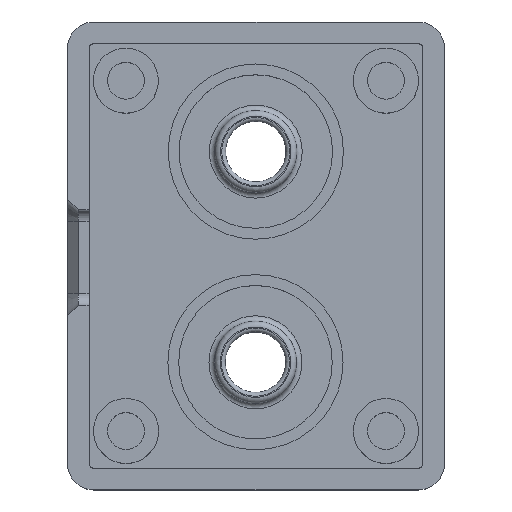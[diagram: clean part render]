
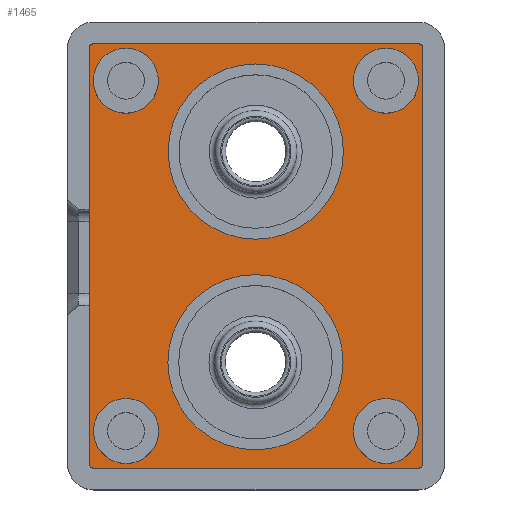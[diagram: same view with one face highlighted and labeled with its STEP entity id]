
A CAD part, top view. The second image highlights one B-rep face of the part: STEP entity #1465.
In plain terms, the highlighted planar face has unit normal (0, 0, 1).
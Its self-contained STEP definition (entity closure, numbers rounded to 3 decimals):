
#902 = EDGE_CURVE('',#903,#905,#907,.T.);
#903 = VERTEX_POINT('',#904);
#904 = CARTESIAN_POINT('',(-0.4,-38.4,-9.));
#905 = VERTEX_POINT('',#906);
#906 = CARTESIAN_POINT('',(-0.4,0.,-9.));
#907 = LINE('',#908,#909);
#908 = CARTESIAN_POINT('',(-0.4,-28.8,-9.));
#909 = VECTOR('',#910,1.);
#910 = DIRECTION('',(0.,1.,0.));
#993 = EDGE_CURVE('',#994,#903,#996,.T.);
#994 = VERTEX_POINT('',#995);
#995 = CARTESIAN_POINT('',(0.,-38.8,-9.));
#996 = CIRCLE('',#997,0.4);
#997 = AXIS2_PLACEMENT_3D('',#998,#999,#1000);
#998 = CARTESIAN_POINT('',(0.,-38.4,-9.));
#999 = DIRECTION('',(0.,0.,-1.));
#1000 = DIRECTION('',(0.,1.,0.));
#1044 = VERTEX_POINT('',#1045);
#1045 = CARTESIAN_POINT('',(30.,-38.8,-9.));
#1051 = EDGE_CURVE('',#1044,#994,#1052,.T.);
#1052 = LINE('',#1053,#1054);
#1053 = CARTESIAN_POINT('',(22.5,-38.8,-9.));
#1054 = VECTOR('',#1055,1.);
#1055 = DIRECTION('',(-1.,-0.,-0.));
#1091 = EDGE_CURVE('',#1092,#1044,#1094,.T.);
#1092 = VERTEX_POINT('',#1093);
#1093 = CARTESIAN_POINT('',(30.4,-38.4,-9.));
#1094 = CIRCLE('',#1095,0.4);
#1095 = AXIS2_PLACEMENT_3D('',#1096,#1097,#1098);
#1096 = CARTESIAN_POINT('',(30.,-38.4,-9.));
#1097 = DIRECTION('',(0.,0.,-1.));
#1098 = DIRECTION('',(-1.,0.,-0.));
#1142 = VERTEX_POINT('',#1143);
#1143 = CARTESIAN_POINT('',(30.4,0.,-9.));
#1149 = EDGE_CURVE('',#1142,#1092,#1150,.T.);
#1150 = LINE('',#1151,#1152);
#1151 = CARTESIAN_POINT('',(30.4,-9.6,-9.));
#1152 = VECTOR('',#1153,1.);
#1153 = DIRECTION('',(-0.,-1.,-0.));
#1182 = EDGE_CURVE('',#1183,#1142,#1185,.T.);
#1183 = VERTEX_POINT('',#1184);
#1184 = CARTESIAN_POINT('',(30.,0.4,-9.));
#1185 = CIRCLE('',#1186,0.4);
#1186 = AXIS2_PLACEMENT_3D('',#1187,#1188,#1189);
#1187 = CARTESIAN_POINT('',(30.,0.,-9.));
#1188 = DIRECTION('',(0.,-0.,-1.));
#1189 = DIRECTION('',(0.,-1.,0.));
#1207 = VERTEX_POINT('',#1208);
#1208 = CARTESIAN_POINT('',(0.,0.4,-9.));
#1214 = EDGE_CURVE('',#1207,#1183,#1215,.T.);
#1215 = LINE('',#1216,#1217);
#1216 = CARTESIAN_POINT('',(7.5,0.4,-9.));
#1217 = VECTOR('',#1218,1.);
#1218 = DIRECTION('',(1.,0.,0.));
#1256 = EDGE_CURVE('',#905,#1207,#1257,.T.);
#1257 = CIRCLE('',#1258,0.4);
#1258 = AXIS2_PLACEMENT_3D('',#1259,#1260,#1261);
#1259 = CARTESIAN_POINT('',(0.,0.,-9.));
#1260 = DIRECTION('',(0.,0.,-1.));
#1261 = DIRECTION('',(1.,0.,0.));
#1465 = ADVANCED_FACE('',(#1466,#1476,#1487,#1498,#1509,#1520,#1531),
  #1542,.F.);
#1466 = FACE_BOUND('',#1467,.T.);
#1467 = EDGE_LOOP('',(#1468,#1469,#1470,#1471,#1472,#1473,#1474,#1475));
#1468 = ORIENTED_EDGE('',*,*,#1214,.F.);
#1469 = ORIENTED_EDGE('',*,*,#1256,.F.);
#1470 = ORIENTED_EDGE('',*,*,#902,.F.);
#1471 = ORIENTED_EDGE('',*,*,#993,.F.);
#1472 = ORIENTED_EDGE('',*,*,#1051,.F.);
#1473 = ORIENTED_EDGE('',*,*,#1091,.F.);
#1474 = ORIENTED_EDGE('',*,*,#1149,.F.);
#1475 = ORIENTED_EDGE('',*,*,#1182,.F.);
#1476 = FACE_BOUND('',#1477,.T.);
#1477 = EDGE_LOOP('',(#1478));
#1478 = ORIENTED_EDGE('',*,*,#1479,.T.);
#1479 = EDGE_CURVE('',#1480,#1480,#1482,.T.);
#1480 = VERTEX_POINT('',#1481);
#1481 = CARTESIAN_POINT('',(6.,-35.367,-9.));
#1482 = CIRCLE('',#1483,3.);
#1483 = AXIS2_PLACEMENT_3D('',#1484,#1485,#1486);
#1484 = CARTESIAN_POINT('',(3.,-35.367,-9.));
#1485 = DIRECTION('',(0.,0.,-1.));
#1486 = DIRECTION('',(1.,0.,0.));
#1487 = FACE_BOUND('',#1488,.T.);
#1488 = EDGE_LOOP('',(#1489));
#1489 = ORIENTED_EDGE('',*,*,#1490,.F.);
#1490 = EDGE_CURVE('',#1491,#1491,#1493,.T.);
#1491 = VERTEX_POINT('',#1492);
#1492 = CARTESIAN_POINT('',(22.95,-29.,-9.));
#1493 = CIRCLE('',#1494,8.);
#1494 = AXIS2_PLACEMENT_3D('',#1495,#1496,#1497);
#1495 = CARTESIAN_POINT('',(14.95,-29.,-9.));
#1496 = DIRECTION('',(0.,0.,1.));
#1497 = DIRECTION('',(1.,0.,0.));
#1498 = FACE_BOUND('',#1499,.T.);
#1499 = EDGE_LOOP('',(#1500));
#1500 = ORIENTED_EDGE('',*,*,#1501,.T.);
#1501 = EDGE_CURVE('',#1502,#1502,#1504,.T.);
#1502 = VERTEX_POINT('',#1503);
#1503 = CARTESIAN_POINT('',(30.,-35.367,-9.));
#1504 = CIRCLE('',#1505,3.);
#1505 = AXIS2_PLACEMENT_3D('',#1506,#1507,#1508);
#1506 = CARTESIAN_POINT('',(27.,-35.367,-9.));
#1507 = DIRECTION('',(0.,0.,-1.));
#1508 = DIRECTION('',(1.,0.,0.));
#1509 = FACE_BOUND('',#1510,.T.);
#1510 = EDGE_LOOP('',(#1511));
#1511 = ORIENTED_EDGE('',*,*,#1512,.T.);
#1512 = EDGE_CURVE('',#1513,#1513,#1515,.T.);
#1513 = VERTEX_POINT('',#1514);
#1514 = CARTESIAN_POINT('',(5.983,-3.017,-9.));
#1515 = CIRCLE('',#1516,3.);
#1516 = AXIS2_PLACEMENT_3D('',#1517,#1518,#1519);
#1517 = CARTESIAN_POINT('',(2.983,-3.017,-9.));
#1518 = DIRECTION('',(0.,0.,-1.));
#1519 = DIRECTION('',(1.,0.,0.));
#1520 = FACE_BOUND('',#1521,.T.);
#1521 = EDGE_LOOP('',(#1522));
#1522 = ORIENTED_EDGE('',*,*,#1523,.F.);
#1523 = EDGE_CURVE('',#1524,#1524,#1526,.T.);
#1524 = VERTEX_POINT('',#1525);
#1525 = CARTESIAN_POINT('',(22.98,-9.55,-9.));
#1526 = CIRCLE('',#1527,8.);
#1527 = AXIS2_PLACEMENT_3D('',#1528,#1529,#1530);
#1528 = CARTESIAN_POINT('',(14.98,-9.55,-9.));
#1529 = DIRECTION('',(0.,0.,1.));
#1530 = DIRECTION('',(1.,0.,0.));
#1531 = FACE_BOUND('',#1532,.T.);
#1532 = EDGE_LOOP('',(#1533));
#1533 = ORIENTED_EDGE('',*,*,#1534,.T.);
#1534 = EDGE_CURVE('',#1535,#1535,#1537,.T.);
#1535 = VERTEX_POINT('',#1536);
#1536 = CARTESIAN_POINT('',(30.,-3.017,-9.));
#1537 = CIRCLE('',#1538,3.);
#1538 = AXIS2_PLACEMENT_3D('',#1539,#1540,#1541);
#1539 = CARTESIAN_POINT('',(27.,-3.017,-9.));
#1540 = DIRECTION('',(0.,0.,-1.));
#1541 = DIRECTION('',(1.,0.,0.));
#1542 = PLANE('',#1543);
#1543 = AXIS2_PLACEMENT_3D('',#1544,#1545,#1546);
#1544 = CARTESIAN_POINT('',(15.,-19.2,-9.));
#1545 = DIRECTION('',(-0.,-0.,-1.));
#1546 = DIRECTION('',(-1.,0.,0.));
